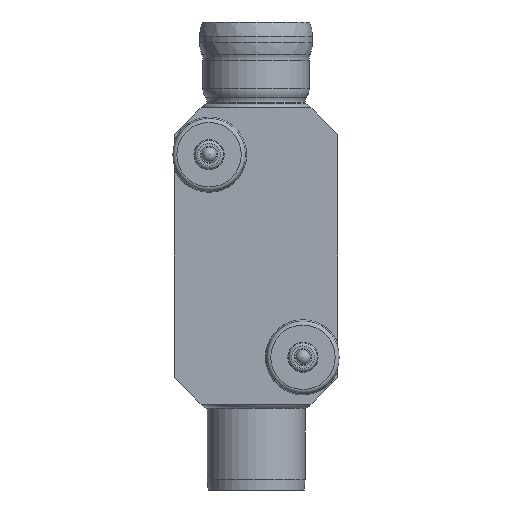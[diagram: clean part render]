
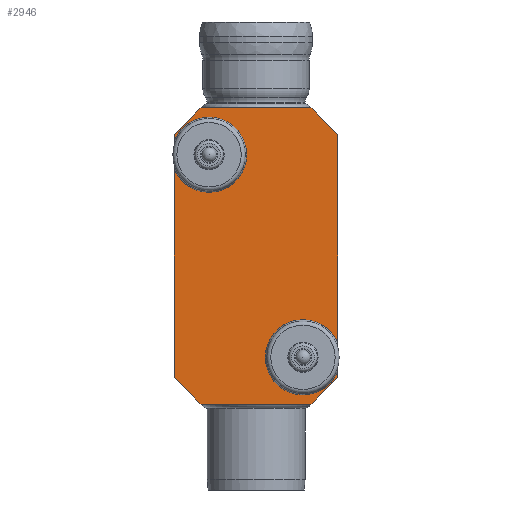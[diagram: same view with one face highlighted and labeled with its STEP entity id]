
A CAD part, front view. The second image highlights one B-rep face of the part: STEP entity #2946.
In plain terms, the highlighted planar face has unit normal (0, -1, 0).
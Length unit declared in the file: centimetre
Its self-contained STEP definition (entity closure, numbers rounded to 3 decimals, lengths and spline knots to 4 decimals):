
#122=FACE_BOUND('',#694,.T.);
#123=FACE_BOUND('',#695,.T.);
#219=CIRCLE('',#3218,23.9662);
#220=CIRCLE('',#3219,23.9662);
#487=FACE_OUTER_BOUND('',#693,.T.);
#693=EDGE_LOOP('',(#2162,#2163,#2164,#2165,#2166,#2167,#2168,#2169));
#694=EDGE_LOOP('',(#2170));
#695=EDGE_LOOP('',(#2171));
#932=LINE('',#4915,#1113);
#933=LINE('',#4917,#1114);
#934=LINE('',#4919,#1115);
#935=LINE('',#4921,#1116);
#936=LINE('',#4923,#1117);
#937=LINE('',#4925,#1118);
#938=LINE('',#4927,#1119);
#939=LINE('',#4928,#1120);
#1113=VECTOR('',#3800,1.);
#1114=VECTOR('',#3801,1.);
#1115=VECTOR('',#3802,1.);
#1116=VECTOR('',#3803,1.);
#1117=VECTOR('',#3804,1.);
#1118=VECTOR('',#3805,1.);
#1119=VECTOR('',#3806,1.);
#1120=VECTOR('',#3807,1.);
#1315=VERTEX_POINT('',#4913);
#1316=VERTEX_POINT('',#4914);
#1317=VERTEX_POINT('',#4916);
#1318=VERTEX_POINT('',#4918);
#1319=VERTEX_POINT('',#4920);
#1320=VERTEX_POINT('',#4922);
#1321=VERTEX_POINT('',#4924);
#1322=VERTEX_POINT('',#4926);
#1323=VERTEX_POINT('',#4929);
#1324=VERTEX_POINT('',#4931);
#1632=EDGE_CURVE('',#1315,#1316,#932,.T.);
#1633=EDGE_CURVE('',#1316,#1317,#933,.T.);
#1634=EDGE_CURVE('',#1317,#1318,#934,.T.);
#1635=EDGE_CURVE('',#1318,#1319,#935,.T.);
#1636=EDGE_CURVE('',#1319,#1320,#936,.T.);
#1637=EDGE_CURVE('',#1320,#1321,#937,.T.);
#1638=EDGE_CURVE('',#1321,#1322,#938,.T.);
#1639=EDGE_CURVE('',#1322,#1315,#939,.T.);
#1640=EDGE_CURVE('',#1323,#1323,#219,.T.);
#1641=EDGE_CURVE('',#1324,#1324,#220,.T.);
#2162=ORIENTED_EDGE('',*,*,#1632,.T.);
#2163=ORIENTED_EDGE('',*,*,#1633,.T.);
#2164=ORIENTED_EDGE('',*,*,#1634,.T.);
#2165=ORIENTED_EDGE('',*,*,#1635,.T.);
#2166=ORIENTED_EDGE('',*,*,#1636,.T.);
#2167=ORIENTED_EDGE('',*,*,#1637,.T.);
#2168=ORIENTED_EDGE('',*,*,#1638,.T.);
#2169=ORIENTED_EDGE('',*,*,#1639,.T.);
#2170=ORIENTED_EDGE('',*,*,#1640,.T.);
#2171=ORIENTED_EDGE('',*,*,#1641,.T.);
#2823=PLANE('',#3217);
#2946=ADVANCED_FACE('',(#487,#122,#123),#2823,.T.);
#3217=AXIS2_PLACEMENT_3D('',#4912,#3798,#3799);
#3218=AXIS2_PLACEMENT_3D('',#4930,#3808,#3809);
#3219=AXIS2_PLACEMENT_3D('',#4932,#3810,#3811);
#3798=DIRECTION('center_axis',(0.,-1.,0.));
#3799=DIRECTION('ref_axis',(1.,0.,0.));
#3800=DIRECTION('',(-0.707,0.,0.707));
#3801=DIRECTION('',(-1.,0.,0.));
#3802=DIRECTION('',(-0.707,0.,-0.707));
#3803=DIRECTION('',(0.,0.,-1.));
#3804=DIRECTION('',(0.707,0.,-0.707));
#3805=DIRECTION('',(1.,0.,0.));
#3806=DIRECTION('',(0.707,0.,0.707));
#3807=DIRECTION('',(0.,0.,1.));
#3808=DIRECTION('center_axis',(0.,1.,0.));
#3809=DIRECTION('ref_axis',(1.,0.,0.));
#3810=DIRECTION('center_axis',(0.,1.,0.));
#3811=DIRECTION('ref_axis',(1.,0.,0.));
#4912=CARTESIAN_POINT('Origin',(-0.1015,-56.,174.5));
#4913=CARTESIAN_POINT('',(60.8985,-56.,265.));
#4914=CARTESIAN_POINT('',(40.8985,-56.,285.));
#4915=CARTESIAN_POINT('',(60.8985,-56.,265.));
#4916=CARTESIAN_POINT('',(-41.1015,-56.,285.));
#4917=CARTESIAN_POINT('',(40.8985,-56.,285.));
#4918=CARTESIAN_POINT('',(-61.1015,-56.,265.));
#4919=CARTESIAN_POINT('',(-41.1015,-56.,285.));
#4920=CARTESIAN_POINT('',(-61.1015,-56.,84.));
#4921=CARTESIAN_POINT('',(-61.1015,-56.,265.));
#4922=CARTESIAN_POINT('',(-41.1015,-56.,64.));
#4923=CARTESIAN_POINT('',(-61.1015,-56.,84.));
#4924=CARTESIAN_POINT('',(40.8985,-56.,64.));
#4925=CARTESIAN_POINT('',(-41.1015,-56.,64.));
#4926=CARTESIAN_POINT('',(60.8985,-56.,84.));
#4927=CARTESIAN_POINT('',(40.8985,-56.,64.));
#4928=CARTESIAN_POINT('',(60.8985,-56.,84.));
#4929=CARTESIAN_POINT('',(-35.1015,-56.,226.0338));
#4930=CARTESIAN_POINT('Origin',(-35.1015,-56.,250.));
#4931=CARTESIAN_POINT('',(34.8985,-56.,75.0338));
#4932=CARTESIAN_POINT('Origin',(34.8985,-56.,99.));
